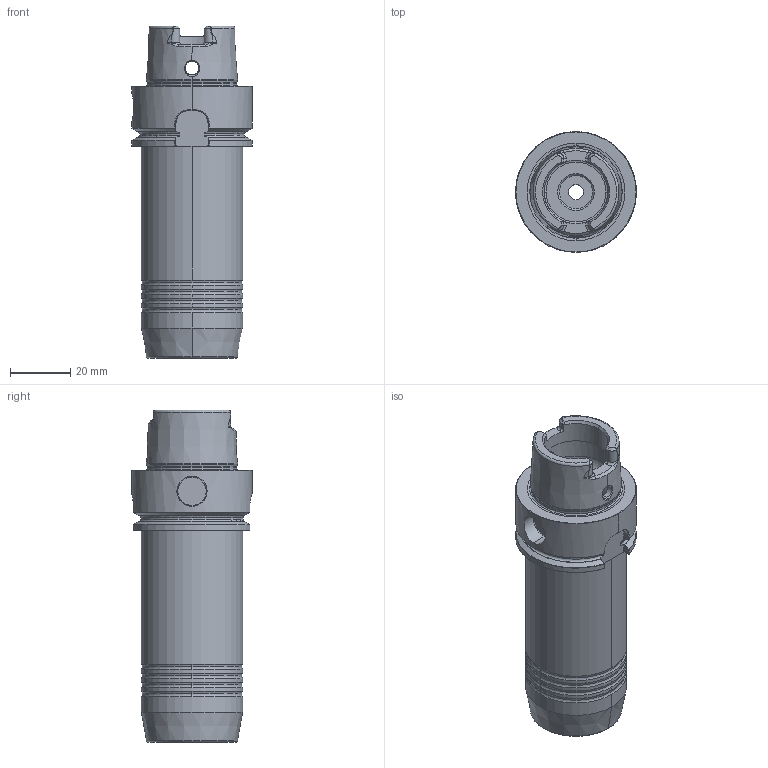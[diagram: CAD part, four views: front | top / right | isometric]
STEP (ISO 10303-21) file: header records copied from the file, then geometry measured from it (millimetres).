
FILE_DESCRIPTION (( 'STEP AP214' ), '1' );
FILE_NAME ('77.A40.014 x=90_step.STEP', '2021-06-22T12:57:43', ( '' ), ( '' ), 'SwSTEP 2.0', 'SolidWorks 2018', '' );
FILE_SCHEMA (( 'AUTOMOTIVE_DESIGN' ));
Length unit declared in the file: millimetre
Products named in the file (1): 77.A40.014 x=90_step
Bounding box: 39.95 x 39.95 x 109.9 mm (x, y, z)
Volume: 76477.1 mm3; surface area: 19249.7 mm2
Topology: 1 solids, 1 shells, 289 faces, 721 edges, 431 vertices
Faces by surface type: cylinder 69, torus 66, plane 63, bspline 47, cone 44
Entity records: 14559 total; most frequent: CARTESIAN_POINT 7854, ORIENTED_EDGE 1430, DIRECTION 1218, EDGE_CURVE 715, AXIS2_PLACEMENT_3D 516, VERTEX_POINT 431, EDGE_LOOP 298, ADVANCED_FACE 289
